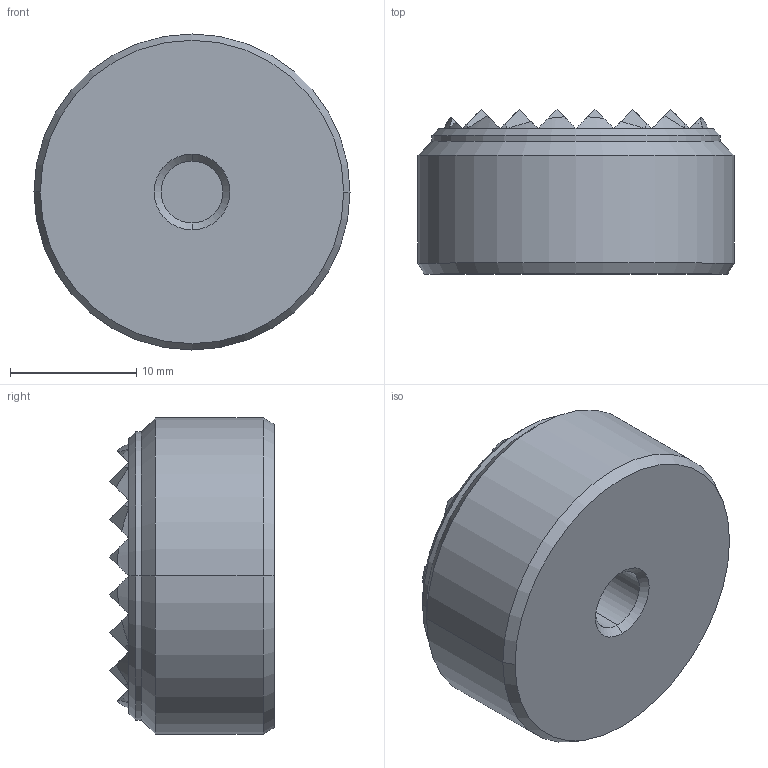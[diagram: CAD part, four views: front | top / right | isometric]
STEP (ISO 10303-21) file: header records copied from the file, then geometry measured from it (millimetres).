
FILE_DESCRIPTION(('STEP AP214'),'1');
FILE_NAME('HALDERN_EH_22620_0217.stp','2017-07-04T08:51:44',('TraceParts'),('TraceParts S.A.'),'Spatial InterOp 3D',' ',' ');
FILE_SCHEMA(('automotive_design'));
Length unit declared in the file: millimetre
Products named in the file (2): HALDERN_EH_22620_0217_1; HALDERN_EH_22620_0217_2
Bounding box: 25 x 13 x 25 mm (x, y, z)
Volume: 5471.8 mm3; surface area: 3263.7 mm2
Topology: 2 solids, 2 shells, 207 faces, 368 edges, 167 vertices
Faces by surface type: plane 181, cone 14, cylinder 12
Entity records: 6371 total; most frequent: DIRECTION 884, CARTESIAN_POINT 744, ORIENTED_EDGE 736, EDGE_CURVE 368, AXIS2_PLACEMENT_3D 307, LINE 270, VECTOR 270, EDGE_LOOP 211
